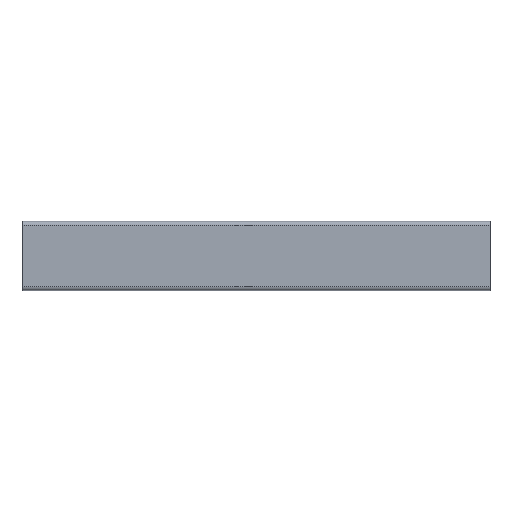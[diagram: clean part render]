
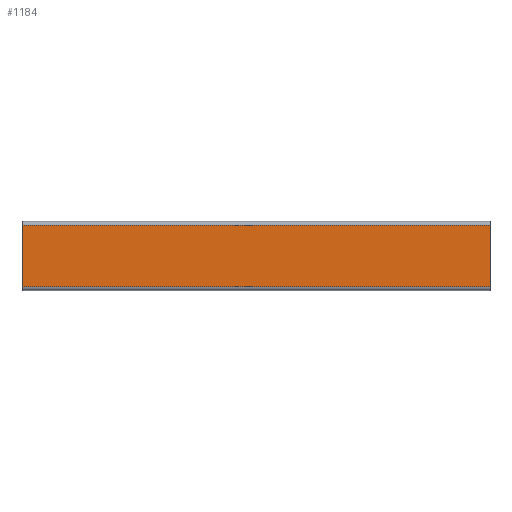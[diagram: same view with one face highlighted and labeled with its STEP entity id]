
A CAD part, top view. The second image highlights one B-rep face of the part: STEP entity #1184.
In plain terms, the highlighted planar face has unit normal (0, 0, 1).
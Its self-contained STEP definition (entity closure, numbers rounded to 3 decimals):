
#108=FACE_OUTER_BOUND('',#169,.T.);
#169=EDGE_LOOP('',(#869,#870,#871,#872));
#260=LINE('',#1830,#393);
#261=LINE('',#1833,#394);
#262=LINE('',#1835,#395);
#263=LINE('',#1836,#396);
#393=VECTOR('',#1480,1.);
#394=VECTOR('',#1483,1.);
#395=VECTOR('',#1484,1.);
#396=VECTOR('',#1485,1.);
#522=VERTEX_POINT('',#1826);
#523=VERTEX_POINT('',#1828);
#524=VERTEX_POINT('',#1832);
#525=VERTEX_POINT('',#1834);
#666=EDGE_CURVE('',#522,#523,#260,.T.);
#667=EDGE_CURVE('',#522,#524,#261,.T.);
#668=EDGE_CURVE('',#525,#523,#262,.T.);
#669=EDGE_CURVE('',#524,#525,#263,.T.);
#869=ORIENTED_EDGE('',*,*,#667,.F.);
#870=ORIENTED_EDGE('',*,*,#666,.T.);
#871=ORIENTED_EDGE('',*,*,#668,.F.);
#872=ORIENTED_EDGE('',*,*,#669,.F.);
#1134=PLANE('',#1269);
#1184=ADVANCED_FACE('',(#108),#1134,.T.);
#1269=AXIS2_PLACEMENT_3D('',#1831,#1481,#1482);
#1480=DIRECTION('',(1.,0.,0.));
#1481=DIRECTION('center_axis',(0.,0.,
1.));
#1482=DIRECTION('ref_axis',(0.,-1.,0.));
#1483=DIRECTION('',(0.,1.,0.));
#1484=DIRECTION('',(0.,-1.,0.));
#1485=DIRECTION('',(1.,0.,0.));
#1826=CARTESIAN_POINT('',(0.,2.5,18.5));
#1828=CARTESIAN_POINT('',(304.8,2.5,18.5));
#1830=CARTESIAN_POINT('',(0.,2.5,18.5));
#1831=CARTESIAN_POINT('Origin',(0.,42.5,18.5));
#1832=CARTESIAN_POINT('',(0.,42.5,18.5));
#1833=CARTESIAN_POINT('',(0.,2.5,18.5));
#1834=CARTESIAN_POINT('',(304.8,42.5,18.5));
#1835=CARTESIAN_POINT('',(304.8,2.5,18.5));
#1836=CARTESIAN_POINT('',(0.,42.5,18.5));
